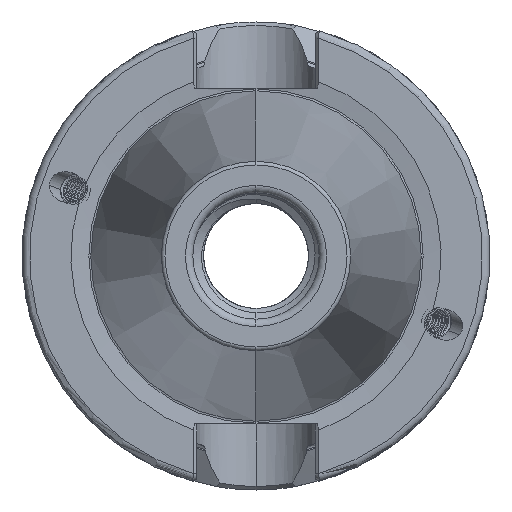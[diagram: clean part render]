
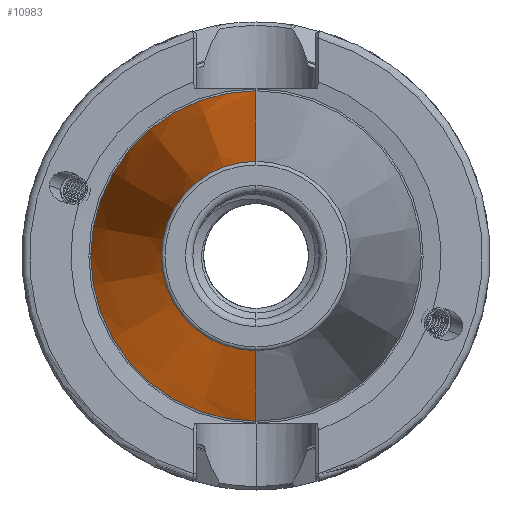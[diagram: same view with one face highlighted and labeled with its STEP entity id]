
A CAD part, left-side view. The second image highlights one B-rep face of the part: STEP entity #10983.
In plain terms, the highlighted conical face has half-angle 8.297 degrees and reference radius 22.24 mm.
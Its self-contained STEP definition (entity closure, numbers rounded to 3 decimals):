
#281 = DIRECTION ( 'NONE',  ( 0., 0., -1. ) ) ;
#297 = CARTESIAN_POINT ( 'NONE',  ( -65.972, 0., 0. ) ) ;
#311 = DIRECTION ( 'NONE',  ( 1., 0., 0. ) ) ;
#317 = CARTESIAN_POINT ( 'NONE',  ( -0.9, 0., -22.24 ) ) ;
#326 = DIRECTION ( 'NONE',  ( 0.99, 0., -0.144 ) ) ;
#860 = AXIS2_PLACEMENT_3D ( 'NONE', #16022, #16032, #16009 ) ;
#2024 = FACE_OUTER_BOUND ( 'NONE', #7299, .T. ) ;
#2070 = CONICAL_SURFACE ( 'NONE', #860, 22.24, 0.145 ) ;
#4562 = AXIS2_PLACEMENT_3D ( 'NONE', #22411, #22449, #22396 ) ;
#4640 = EDGE_CURVE ( 'NONE', #19127, #19133, #5670, .T. ) ;
#4641 = EDGE_CURVE ( 'NONE', #19127, #19106, #5637, .T. ) ;
#4646 = EDGE_CURVE ( 'NONE', #19133, #19146, #5663, .T. ) ;
#4674 = EDGE_CURVE ( 'NONE', #19106, #19146, #5703, .T. ) ;
#4901 = AXIS2_PLACEMENT_3D ( 'NONE', #297, #311, #281 ) ;
#5635 = VECTOR ( 'NONE', #326, 1000. ) ;
#5637 = CIRCLE ( 'NONE', #4901, 12.75 ) ;
#5663 = CIRCLE ( 'NONE', #4562, 22.24 ) ;
#5670 = LINE ( 'NONE', #317, #5635 ) ;
#5703 = LINE ( 'NONE', #21281, #5718 ) ;
#5718 = VECTOR ( 'NONE', #21254, 1000. ) ;
#7299 = EDGE_LOOP ( 'NONE', ( #18889, #18972, #19019, #18973 ) ) ;
#10983 = ADVANCED_FACE ( 'NONE', ( #2024 ), #2070, .T. ) ;
#16009 = DIRECTION ( 'NONE',  ( 0., 0., -1. ) ) ;
#16022 = CARTESIAN_POINT ( 'NONE',  ( -0.9, 0., 0. ) ) ;
#16032 = DIRECTION ( 'NONE',  ( 1., 0., 0. ) ) ;
#17857 = CARTESIAN_POINT ( 'NONE',  ( -65.972, 0., 12.75 ) ) ;
#17906 = CARTESIAN_POINT ( 'NONE',  ( -0.9, 0., -22.24 ) ) ;
#17920 = CARTESIAN_POINT ( 'NONE',  ( -65.972, 0., -12.75 ) ) ;
#17940 = CARTESIAN_POINT ( 'NONE',  ( -0.9, 0., 22.24 ) ) ;
#18889 = ORIENTED_EDGE ( 'NONE', *, *, #4641, .T. ) ;
#18972 = ORIENTED_EDGE ( 'NONE', *, *, #4674, .T. ) ;
#18973 = ORIENTED_EDGE ( 'NONE', *, *, #4640, .F. ) ;
#19019 = ORIENTED_EDGE ( 'NONE', *, *, #4646, .F. ) ;
#19106 = VERTEX_POINT ( 'NONE', #17857 ) ;
#19127 = VERTEX_POINT ( 'NONE', #17920 ) ;
#19133 = VERTEX_POINT ( 'NONE', #17906 ) ;
#19146 = VERTEX_POINT ( 'NONE', #17940 ) ;
#21254 = DIRECTION ( 'NONE',  ( 0.99, 0., 0.144 ) ) ;
#21281 = CARTESIAN_POINT ( 'NONE',  ( -0.9, 0., 22.24 ) ) ;
#22396 = DIRECTION ( 'NONE',  ( 0., 0., -1. ) ) ;
#22411 = CARTESIAN_POINT ( 'NONE',  ( -0.9, 0., 0. ) ) ;
#22449 = DIRECTION ( 'NONE',  ( 1., 0., 0. ) ) ;
